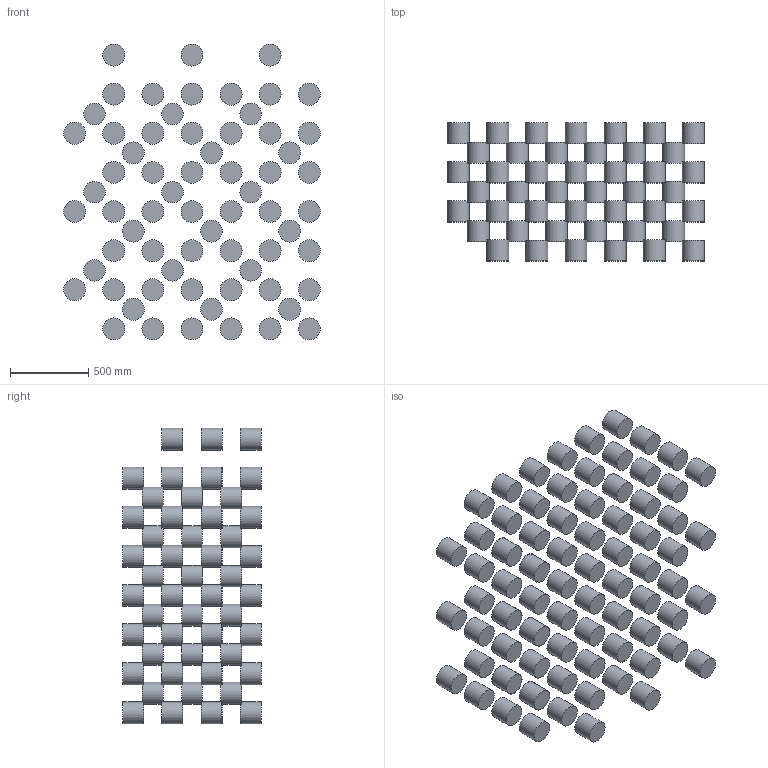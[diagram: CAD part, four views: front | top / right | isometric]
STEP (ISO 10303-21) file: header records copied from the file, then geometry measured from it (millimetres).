
FILE_DESCRIPTION(/* description */ ('','CAx-IF Rec.Pracs.---Representation and Presentation of Product Manufacturing Information (PMI)---4.0---2014-10-13'),/* implementation_level */ '2;1');
FILE_NAME(/* name */ 'Unscaled unconnected nodes.step',/* time_stamp */ '2024-12-24T13:46:53-06:00',/* author */ (''),/* organization */ (''),/* preprocessor_version */ 'ST-DEVELOPER v20',/* originating_system */ 'Autodesk Translation Framework v13.20.0.188',/* authorisation */ '');
FILE_SCHEMA (('AP242_MANAGED_MODEL_BASED_3D_ENGINEERING_MIM_LF { 1 0 10303 442 1 1 4 }'));
Length unit declared in the file: inch
Products named in the file (1): Latus
Bounding box: 1635.03 x 881.43 x 1884.4 mm (x, y, z)
Volume: 401745284.5 mm3; surface area: 17571204.7 mm2
Topology: 198 solids, 198 shells, 594 faces, 594 edges, 396 vertices
Faces by surface type: plane 396, cylinder 198
Full cylindrical faces by diameter (mm): 137.125 x27, 139.653 x36, 139.704 x36, 139.721 x36, 139.722 x27, 139.732 x36
Entity records: 10732 total; most frequent: DIRECTION 2180, CARTESIAN_POINT 1585, ORIENTED_EDGE 1188, AXIS2_PLACEMENT_3D 991, FACE_OUTER_BOUND 594, EDGE_LOOP 594, EDGE_CURVE 594, ADVANCED_FACE 594
